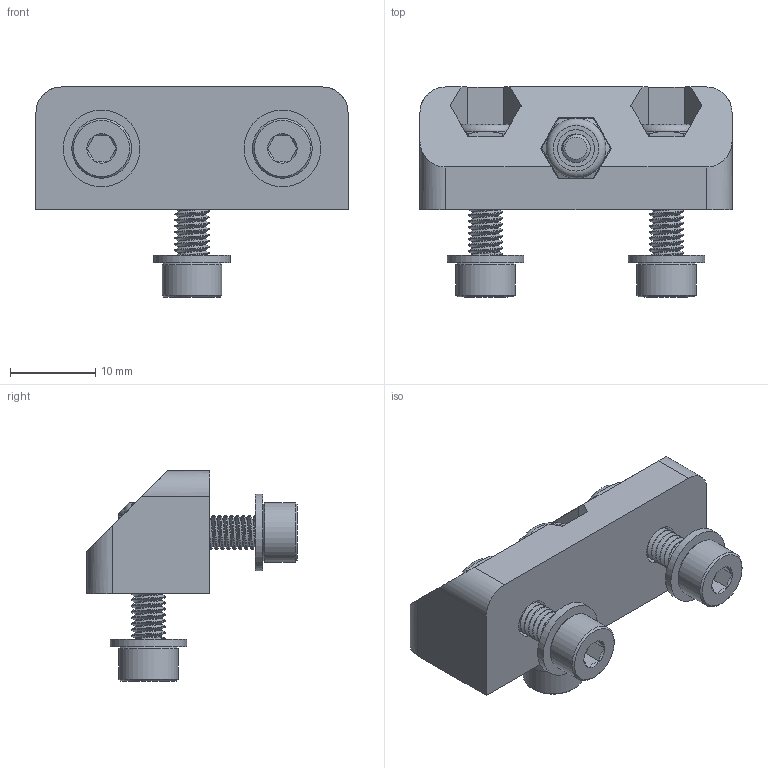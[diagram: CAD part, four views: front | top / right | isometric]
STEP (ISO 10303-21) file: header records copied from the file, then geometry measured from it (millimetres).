
FILE_DESCRIPTION(/* description */ (''),/* implementation_level */ '2;1');
FILE_NAME(/* name */ 'Fixing block assembly.step',/* time_stamp */ '2018-03-31T21:27:25+02:00',/* author */ ('boelle'),/* organization */ (''),/* preprocessor_version */ 'ST-DEVELOPER v16.13',/* originating_system */ 'Autodesk Translation Framework v6.5.0.72',/* authorisation */ '');
FILE_SCHEMA (('AUTOMOTIVE_DESIGN { 1 0 10303 214 3 1 1 }'));
Length unit declared in the file: millimetre
Products named in the file (15): Fixing block assembly; M4 Lock Nut; M4 Lock Nut_1; M4 Lock Nut_2; 94645A101; M4 Washer; M4 Washer_1; M4 Washer_2; 98269A430; M4x16; M4x16_1; M4x16_2; 91290A154; Fixing Block; fixing block_1
Assembly tree (20 placements, depth 3):
  Fixing block assembly
    M4 Lock Nut
      94645A101
    M4 Lock Nut_1
      94645A101
    M4 Lock Nut_2
      94645A101
    M4 Washer
      98269A430
    M4 Washer_1
      98269A430
    M4 Washer_2
      98269A430
    M4x16
      91290A154
    M4x16_1
      91290A154
    M4x16_2
      91290A154
    Fixing Block
      fixing block_1
Bounding box: 36.6 x 24.63 x 24.63 mm (x, y, z)
Volume: 6180.7 mm3; surface area: 5697.7 mm2
Topology: 13 solids, 13 shells, 434 faces, 1155 edges, 759 vertices
Faces by surface type: cylinder 205, cone 114, plane 100, torus 9, bspline 6
Full cylindrical faces by diameter (mm): 3.091 x63, 3.359 x3, 3.441 x15, 4 x81, 4.3 x3, 4.346 x3, 4.6 x3, 7 x3, 9 x3
Entity records: 10206 total; most frequent: CARTESIAN_POINT 5828, ORIENTED_EDGE 902, DIRECTION 820, EDGE_CURVE 451, AXIS2_PLACEMENT_3D 322, VERTEX_POINT 297, EDGE_LOOP 184, LINE 176
